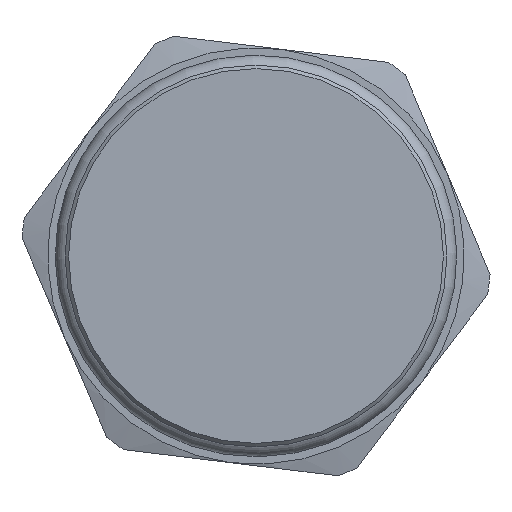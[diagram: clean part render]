
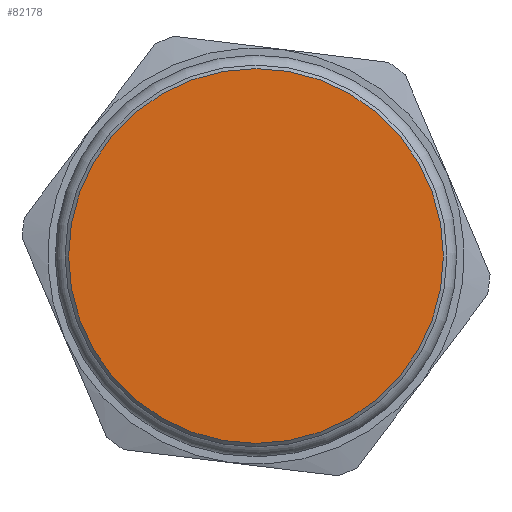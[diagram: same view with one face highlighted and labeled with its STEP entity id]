
A CAD part, left-side view. The second image highlights one B-rep face of the part: STEP entity #82178.
In plain terms, the highlighted planar face has unit normal (-1, 0, 0).
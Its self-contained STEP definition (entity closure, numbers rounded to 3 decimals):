
#82162=CARTESIAN_POINT('',(0.0,8.525,0.0));
#82163=DIRECTION('',(-1.0,0.0,0.0));
#82164=DIRECTION('',(0.0,0.0,1.0));
#82165=AXIS2_PLACEMENT_3D('',#82162,#82163,#82164);
#82166=PLANE('',#82165);
#82167=CARTESIAN_POINT('',(0.0,10.8,0.));
#82168=VERTEX_POINT('',#82167);
#82169=CARTESIAN_POINT('',(0.0,0.0,0.0));
#82170=DIRECTION('',(1.0,0.0,0.0));
#82171=DIRECTION('',(0.0,-1.0,0.0));
#82172=AXIS2_PLACEMENT_3D('',#82169,#82170,#82171);
#82173=CIRCLE('',#82172,10.8);
#82174=EDGE_CURVE('',#82168,#82168,#82173,.T.);
#82175=ORIENTED_EDGE('',*,*,#82174,.F.);
#82176=EDGE_LOOP('',(#82175));
#82177=FACE_OUTER_BOUND('',#82176,.T.);
#82178=ADVANCED_FACE('',(#82177),#82166,.T.);
